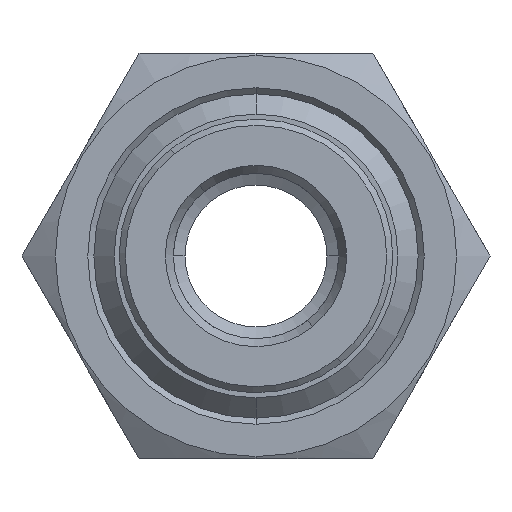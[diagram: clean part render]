
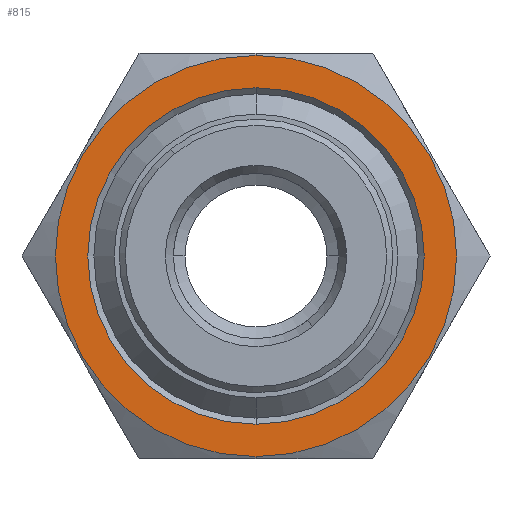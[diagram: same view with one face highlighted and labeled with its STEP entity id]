
A CAD part, front view. The second image highlights one B-rep face of the part: STEP entity #815.
In plain terms, the highlighted planar face has unit normal (0, -1, 0).
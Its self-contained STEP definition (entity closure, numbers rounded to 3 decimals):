
#264 = VERTEX_POINT ( 'NONE', #845 ) ;
#265 = VERTEX_POINT ( 'NONE', #844 ) ;
#337 = EDGE_CURVE ( 'NONE', #265, #264, #981, .T. ) ;
#353 = EDGE_CURVE ( 'NONE', #499, #447, #1137, .T. ) ;
#447 = VERTEX_POINT ( 'NONE', #1508 ) ;
#499 = VERTEX_POINT ( 'NONE', #1424 ) ;
#809 = ORIENTED_EDGE ( 'NONE', *, *, #353, .F. ) ;
#810 = ORIENTED_EDGE ( 'NONE', *, *, #337, .T. ) ;
#811 = ORIENTED_EDGE ( 'NONE', *, *, #821, .F. ) ;
#815 = ADVANCED_FACE ( 'NONE', ( #2092, #2072 ), #2071, .T. ) ;
#816 = EDGE_LOOP ( 'NONE', ( #810, #819 ) ) ;
#817 = EDGE_LOOP ( 'NONE', ( #809, #811 ) ) ;
#819 = ORIENTED_EDGE ( 'NONE', *, *, #820, .T. ) ;
#820 = EDGE_CURVE ( 'NONE', #264, #265, #2114, .T. ) ;
#821 = EDGE_CURVE ( 'NONE', #447, #499, #2109, .T. ) ;
#844 = CARTESIAN_POINT ( 'NONE',  ( 0., -9., 8.3 ) ) ;
#845 = CARTESIAN_POINT ( 'NONE',  ( 0., -9., -8.3 ) ) ;
#979 = DIRECTION ( 'NONE',  ( 0., 1., 0. ) ) ;
#980 = AXIS2_PLACEMENT_3D ( 'NONE', #982, #979, #1039 ) ;
#981 = CIRCLE ( 'NONE', #980, 8.3 ) ;
#982 = CARTESIAN_POINT ( 'NONE',  ( 0., -9., 0. ) ) ;
#1039 = DIRECTION ( 'NONE',  ( 0., 0., -1. ) ) ;
#1133 = DIRECTION ( 'NONE',  ( 0., 0., -1. ) ) ;
#1134 = DIRECTION ( 'NONE',  ( 0., 1., 0. ) ) ;
#1135 = CARTESIAN_POINT ( 'NONE',  ( 0., -9., 0. ) ) ;
#1136 = AXIS2_PLACEMENT_3D ( 'NONE', #1135, #1134, #1133 ) ;
#1137 = CIRCLE ( 'NONE', #1136, 9.9 ) ;
#1424 = CARTESIAN_POINT ( 'NONE',  ( 0., -9., -9.9 ) ) ;
#1508 = CARTESIAN_POINT ( 'NONE',  ( 0., -9., 9.9 ) ) ;
#2070 = AXIS2_PLACEMENT_3D ( 'NONE', #2089, #2088, #2087 ) ;
#2071 = PLANE ( 'NONE',  #2070 ) ;
#2072 = FACE_OUTER_BOUND ( 'NONE', #817, .T. ) ;
#2087 = DIRECTION ( 'NONE',  ( 0., 0., 1. ) ) ;
#2088 = DIRECTION ( 'NONE',  ( 0., -1., 0. ) ) ;
#2089 = CARTESIAN_POINT ( 'NONE',  ( -9.9, -9., 0. ) ) ;
#2092 = FACE_BOUND ( 'NONE', #816, .T. ) ;
#2109 = CIRCLE ( 'NONE', #2120, 9.9 ) ;
#2110 = DIRECTION ( 'NONE',  ( 0., 0., -1. ) ) ;
#2111 = DIRECTION ( 'NONE',  ( 0., 1., 0. ) ) ;
#2112 = CARTESIAN_POINT ( 'NONE',  ( 0., -9., 0. ) ) ;
#2113 = AXIS2_PLACEMENT_3D ( 'NONE', #2112, #2111, #2110 ) ;
#2114 = CIRCLE ( 'NONE', #2113, 8.3 ) ;
#2117 = DIRECTION ( 'NONE',  ( 0., 0., -1. ) ) ;
#2118 = DIRECTION ( 'NONE',  ( 0., 1., 0. ) ) ;
#2119 = CARTESIAN_POINT ( 'NONE',  ( 0., -9., 0. ) ) ;
#2120 = AXIS2_PLACEMENT_3D ( 'NONE', #2119, #2118, #2117 ) ;
